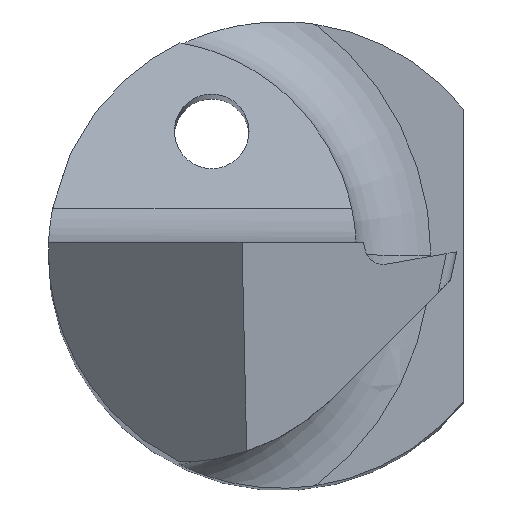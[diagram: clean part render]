
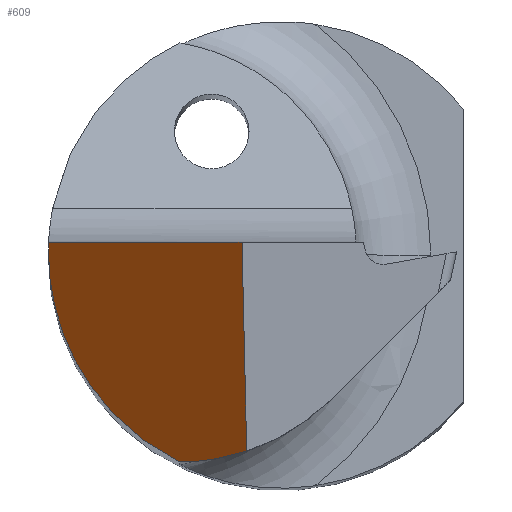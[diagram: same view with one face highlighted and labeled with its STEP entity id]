
A CAD part, top view. The second image highlights one B-rep face of the part: STEP entity #609.
In plain terms, the highlighted planar face has unit normal (-0.706, -0.052, 0.706).
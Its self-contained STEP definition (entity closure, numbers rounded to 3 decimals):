
#13 = VECTOR ( 'NONE', #16, 1000. ) ;
#16 = DIRECTION ( 'NONE',  ( -0.022, 0.998, 0.052 ) ) ;
#21 = DIRECTION ( 'NONE',  ( 0.707, 0., 0.707 ) ) ;
#45 = ORIENTED_EDGE ( 'NONE', *, *, #381, .F. ) ;
#48 =( BOUNDED_CURVE ( )  B_SPLINE_CURVE ( 3, ( #314, #594, #321, #877 ),
 .UNSPECIFIED., .F., .T. ) 
 B_SPLINE_CURVE_WITH_KNOTS ( ( 4, 4 ),
 ( 0.074, 0.114 ),
 .UNSPECIFIED. ) 
 CURVE ( )  GEOMETRIC_REPRESENTATION_ITEM ( )  RATIONAL_B_SPLINE_CURVE ( ( 1., 1., 1., 1. ) ) 
 REPRESENTATION_ITEM ( '' )  );
#75 =( BOUNDED_CURVE ( )  B_SPLINE_CURVE ( 3, ( #255, #880, #246, #738 ),
 .UNSPECIFIED., .F., .T. ) 
 B_SPLINE_CURVE_WITH_KNOTS ( ( 4, 4 ),
 ( 5.237, 6.357 ),
 .UNSPECIFIED. ) 
 CURVE ( )  GEOMETRIC_REPRESENTATION_ITEM ( )  RATIONAL_B_SPLINE_CURVE ( ( 1., 0.898, 0.898, 1. ) ) 
 REPRESENTATION_ITEM ( '' )  );
#104 = CARTESIAN_POINT ( 'NONE',  ( -1.09, -2.25, 34.091 ) ) ;
#134 = CARTESIAN_POINT ( 'NONE',  ( -0.606, -2.212, 34.577 ) ) ;
#139 = EDGE_CURVE ( 'NONE', #257, #813, #650, .T. ) ;
#163 = ORIENTED_EDGE ( 'NONE', *, *, #139, .F. ) ;
#212 = VERTEX_POINT ( 'NONE', #872 ) ;
#231 = DIRECTION ( 'NONE',  ( -0.706, -0.052, 0.706 ) ) ;
#238 = ORIENTED_EDGE ( 'NONE', *, *, #627, .F. ) ;
#246 = CARTESIAN_POINT ( 'NONE',  ( -2.5, -0.985, 32.774 ) ) ;
#255 = CARTESIAN_POINT ( 'NONE',  ( -1.09, -2.25, 34.091 ) ) ;
#257 = VERTEX_POINT ( 'NONE', #377 ) ;
#277 = CARTESIAN_POINT ( 'NONE',  ( -0.846, -2.251, 34.334 ) ) ;
#305 = LINE ( 'NONE', #370, #13 ) ;
#307 = EDGE_LOOP ( 'NONE', ( #45, #163, #604, #238, #402 ) ) ;
#308 = LINE ( 'NONE', #443, #722 ) ;
#314 = CARTESIAN_POINT ( 'NONE',  ( -2.5, 0., 32.848 ) ) ;
#321 = CARTESIAN_POINT ( 'NONE',  ( -2.499, 0.067, 32.853 ) ) ;
#370 = CARTESIAN_POINT ( 'NONE',  ( -0.423, 0.016, 34.926 ) ) ;
#377 = CARTESIAN_POINT ( 'NONE',  ( -0.375, -2.137, 34.814 ) ) ;
#381 = EDGE_CURVE ( 'NONE', #813, #212, #75, .T. ) ;
#383 = EDGE_CURVE ( 'NONE', #212, #592, #48, .T. ) ;
#402 = ORIENTED_EDGE ( 'NONE', *, *, #383, .F. ) ;
#443 = CARTESIAN_POINT ( 'NONE',  ( -1.425, 0.1, 33.93 ) ) ;
#447 = DIRECTION ( 'NONE',  ( 0.707, 0., 0.707 ) ) ;
#487 = AXIS2_PLACEMENT_3D ( 'NONE', #500, #231, #21 ) ;
#500 = CARTESIAN_POINT ( 'NONE',  ( -1.425, 0.1, 33.93 ) ) ;
#546 = CARTESIAN_POINT ( 'NONE',  ( -0.375, -2.137, 34.814 ) ) ;
#592 = VERTEX_POINT ( 'NONE', #652 ) ;
#594 = CARTESIAN_POINT ( 'NONE',  ( -2.5, 0.033, 32.85 ) ) ;
#604 = ORIENTED_EDGE ( 'NONE', *, *, #633, .T. ) ;
#609 = ADVANCED_FACE ( 'NONE', ( #851 ), #708, .T. ) ;
#627 = EDGE_CURVE ( 'NONE', #592, #794, #308, .T. ) ;
#633 = EDGE_CURVE ( 'NONE', #257, #794, #305, .T. ) ;
#650 =( BOUNDED_CURVE ( )  B_SPLINE_CURVE ( 3, ( #546, #134, #277, #848 ),
 .UNSPECIFIED., .F., .F. ) 
 B_SPLINE_CURVE_WITH_KNOTS ( ( 4, 4 ),
 ( 1.329, 1.647 ),
 .UNSPECIFIED. ) 
 CURVE ( )  GEOMETRIC_REPRESENTATION_ITEM ( )  RATIONAL_B_SPLINE_CURVE ( ( 1., 0.992, 0.992, 1. ) ) 
 REPRESENTATION_ITEM ( '' )  );
#652 = CARTESIAN_POINT ( 'NONE',  ( -2.498, 0.1, 32.857 ) ) ;
#675 = CARTESIAN_POINT ( 'NONE',  ( -0.425, 0.1, 34.93 ) ) ;
#708 = PLANE ( 'NONE',  #487 ) ;
#722 = VECTOR ( 'NONE', #447, 1000. ) ;
#738 = CARTESIAN_POINT ( 'NONE',  ( -2.5, 0., 32.848 ) ) ;
#794 = VERTEX_POINT ( 'NONE', #675 ) ;
#813 = VERTEX_POINT ( 'NONE', #104 ) ;
#848 = CARTESIAN_POINT ( 'NONE',  ( -1.09, -2.25, 34.091 ) ) ;
#851 = FACE_OUTER_BOUND ( 'NONE', #307, .T. ) ;
#872 = CARTESIAN_POINT ( 'NONE',  ( -2.5, 0., 32.848 ) ) ;
#877 = CARTESIAN_POINT ( 'NONE',  ( -2.498, 0.1, 32.857 ) ) ;
#880 = CARTESIAN_POINT ( 'NONE',  ( -1.977, -1.82, 33.236 ) ) ;
